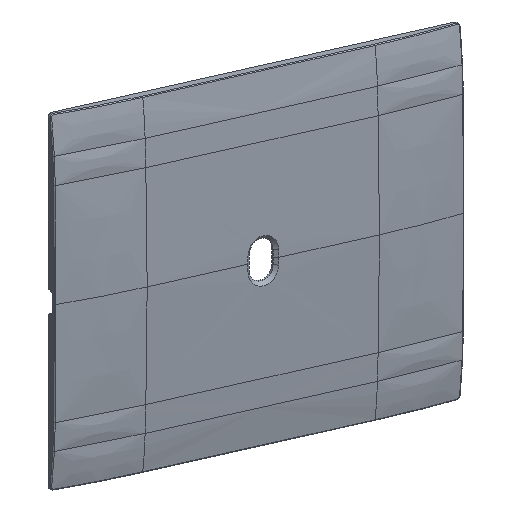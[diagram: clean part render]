
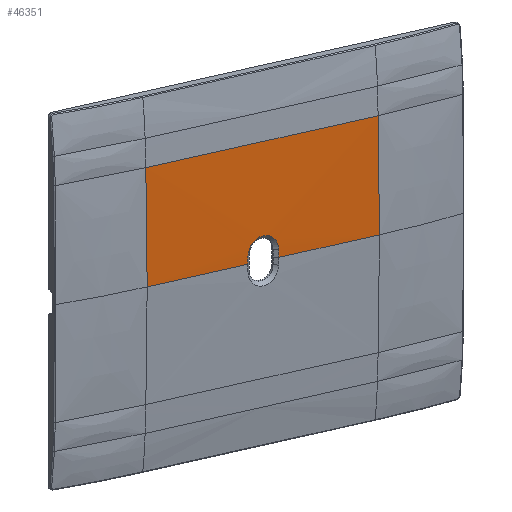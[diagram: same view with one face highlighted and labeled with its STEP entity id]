
A CAD part, top view. The second image highlights one B-rep face of the part: STEP entity #46351.
In plain terms, the highlighted cylindrical face has radius 801.109 mm (diameter 1602.22 mm), a partial arc.
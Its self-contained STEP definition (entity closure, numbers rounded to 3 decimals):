
#997=CARTESIAN_POINT('Vertex',(-34.,30.803,3.908)) ;
#1000=CARTESIAN_POINT('Line Origine',(17.,30.803,3.908)) ;
#1004=CARTESIAN_POINT('Vertex',(34.,30.803,3.908)) ;
#1282=CARTESIAN_POINT('Control Point',(34.,30.803,3.908)) ;
#1283=CARTESIAN_POINT('Control Point',(34.,24.646,4.145)) ;
#1284=CARTESIAN_POINT('Control Point',(34.,18.486,4.322)) ;
#1285=CARTESIAN_POINT('Control Point',(34.,12.324,4.441)) ;
#1286=CARTESIAN_POINT('Control Point',(34.,6.162,4.5)) ;
#1287=CARTESIAN_POINT('Control Point',(34.,0.,4.5)) ;
#1288=CARTESIAN_POINT('Vertex',(34.,0.,4.5)) ;
#9050=CARTESIAN_POINT('Vertex',(-34.,0.,4.5)) ;
#9056=CARTESIAN_POINT('Control Point',(-34.,30.803,3.908)) ;
#9057=CARTESIAN_POINT('Control Point',(-34.,24.646,4.145)) ;
#9058=CARTESIAN_POINT('Control Point',(-34.,18.486,4.322)) ;
#9059=CARTESIAN_POINT('Control Point',(-34.,12.324,4.441)) ;
#9060=CARTESIAN_POINT('Control Point',(-34.,6.162,4.5)) ;
#9061=CARTESIAN_POINT('Control Point',(-34.,0.,4.5)) ;
#46291=CARTESIAN_POINT('Axis2P3D Location',(17.,0.,-796.609)) ;
#46296=CARTESIAN_POINT('Line Origine',(17.,0.,4.5)) ;
#46300=CARTESIAN_POINT('Vertex',(4.5,0.,4.5)) ;
#46303=CARTESIAN_POINT('Line Origine',(17.,0.,4.5)) ;
#46307=CARTESIAN_POINT('Vertex',(-4.5,0.,4.5)) ;
#46310=CARTESIAN_POINT('Axis2P3D Location',(-4.5,0.,-796.609)) ;
#46314=CARTESIAN_POINT('Vertex',(-4.5,2.003,4.497)) ;
#46318=CARTESIAN_POINT('Control Point',(4.5,2.002,4.497)) ;
#46319=CARTESIAN_POINT('Control Point',(4.5,2.621,4.496)) ;
#46320=CARTESIAN_POINT('Control Point',(4.393,3.24,4.494)) ;
#46321=CARTESIAN_POINT('Control Point',(4.18,3.835,4.491)) ;
#46322=CARTESIAN_POINT('Control Point',(3.469,5.081,4.484)) ;
#46323=CARTESIAN_POINT('Control Point',(2.331,5.974,4.478)) ;
#46324=CARTESIAN_POINT('Control Point',(1.588,6.325,4.475)) ;
#46325=CARTESIAN_POINT('Control Point',(0.,6.675,4.472)) ;
#46326=CARTESIAN_POINT('Control Point',(-1.588,6.325,4.475)) ;
#46327=CARTESIAN_POINT('Control Point',(-2.331,5.974,4.478)) ;
#46328=CARTESIAN_POINT('Control Point',(-3.469,5.081,4.484)) ;
#46329=CARTESIAN_POINT('Control Point',(-4.18,3.835,4.491)) ;
#46330=CARTESIAN_POINT('Control Point',(-4.393,3.24,4.494)) ;
#46331=CARTESIAN_POINT('Control Point',(-4.5,2.621,4.496)) ;
#46332=CARTESIAN_POINT('Control Point',(-4.5,2.003,4.497)) ;
#46333=CARTESIAN_POINT('Vertex',(4.5,2.003,4.497)) ;
#46336=CARTESIAN_POINT('Axis2P3D Location',(4.5,0.,-796.609)) ;
#1001=DIRECTION('Vector Direction',(1.,0.,0.)) ;
#46292=DIRECTION('Axis2P3D Direction',(1.,0.,0.)) ;
#46293=DIRECTION('Axis2P3D XDirection',(0.,0.038,0.999)) ;
#46297=DIRECTION('Vector Direction',(1.,0.,0.)) ;
#46304=DIRECTION('Vector Direction',(1.,0.,0.)) ;
#46311=DIRECTION('Axis2P3D Direction',(1.,0.,0.)) ;
#46337=DIRECTION('Axis2P3D Direction',(1.,0.,0.)) ;
#46294=AXIS2_PLACEMENT_3D('Cylinder Axis2P3D',#46291,#46292,#46293) ;
#46312=AXIS2_PLACEMENT_3D('Circle Axis2P3D',#46310,#46311,$) ;
#46338=AXIS2_PLACEMENT_3D('Circle Axis2P3D',#46336,#46337,$) ;
#46342=ORIENTED_EDGE('',*,*,#46302,.F.) ;
#46343=ORIENTED_EDGE('',*,*,#1290,.F.) ;
#46344=ORIENTED_EDGE('',*,*,#1006,.T.) ;
#46345=ORIENTED_EDGE('',*,*,#9062,.T.) ;
#46346=ORIENTED_EDGE('',*,*,#46309,.F.) ;
#46347=ORIENTED_EDGE('',*,*,#46316,.F.) ;
#46348=ORIENTED_EDGE('',*,*,#46335,.F.) ;
#46349=ORIENTED_EDGE('',*,*,#46340,.F.) ;
#1002=VECTOR('Line Direction',#1001,1.) ;
#46298=VECTOR('Line Direction',#46297,1.) ;
#46305=VECTOR('Line Direction',#46304,1.) ;
#46351=ADVANCED_FACE('PartBody',(#46350),#46295,.T.) ;
#1281=B_SPLINE_CURVE_WITH_KNOTS('',5,(#1282,#1283,#1284,#1285,#1286,#1287),.UNSPECIFIED.,.F.,.U.,(6,6),(1227.528,1258.339),.UNSPECIFIED.) ;
#9055=B_SPLINE_CURVE_WITH_KNOTS('',5,(#9056,#9057,#9058,#9059,#9060,#9061),.UNSPECIFIED.,.F.,.U.,(6,6),(1227.528,1258.339),.UNSPECIFIED.) ;
#46317=B_SPLINE_CURVE_WITH_KNOTS('',5,(#46318,#46319,#46320,#46321,#46322,#46323,#46324,#46325,#46326,#46327,#46328,#46329,#46330,#46331,#46332),.UNSPECIFIED.,.F.,.U.,(6,3,3,3,6),(8.957,12.876,17.91,22.944,26.862),.UNSPECIFIED.) ;
#46313=CIRCLE('generated circle',#46312,801.109) ;
#46339=CIRCLE('generated circle',#46338,801.109) ;
#46295=CYLINDRICAL_SURFACE('generated cylinder',#46294,801.109) ;
#1006=EDGE_CURVE('',#1005,#998,#1003,.F.) ;
#1290=EDGE_CURVE('',#1005,#1289,#1281,.T.) ;
#9062=EDGE_CURVE('',#998,#9051,#9055,.T.) ;
#46302=EDGE_CURVE('',#1289,#46301,#46299,.F.) ;
#46309=EDGE_CURVE('',#46308,#9051,#46306,.F.) ;
#46316=EDGE_CURVE('',#46315,#46308,#46313,.T.) ;
#46335=EDGE_CURVE('',#46334,#46315,#46317,.T.) ;
#46340=EDGE_CURVE('',#46301,#46334,#46339,.F.) ;
#46341=EDGE_LOOP('',(#46342,#46343,#46344,#46345,#46346,#46347,#46348,#46349)) ;
#46350=FACE_OUTER_BOUND('',#46341,.T.) ;
#1003=LINE('Line',#1000,#1002) ;
#46299=LINE('Line',#46296,#46298) ;
#46306=LINE('Line',#46303,#46305) ;
#998=VERTEX_POINT('',#997) ;
#1005=VERTEX_POINT('',#1004) ;
#1289=VERTEX_POINT('',#1288) ;
#9051=VERTEX_POINT('',#9050) ;
#46301=VERTEX_POINT('',#46300) ;
#46308=VERTEX_POINT('',#46307) ;
#46315=VERTEX_POINT('',#46314) ;
#46334=VERTEX_POINT('',#46333) ;
